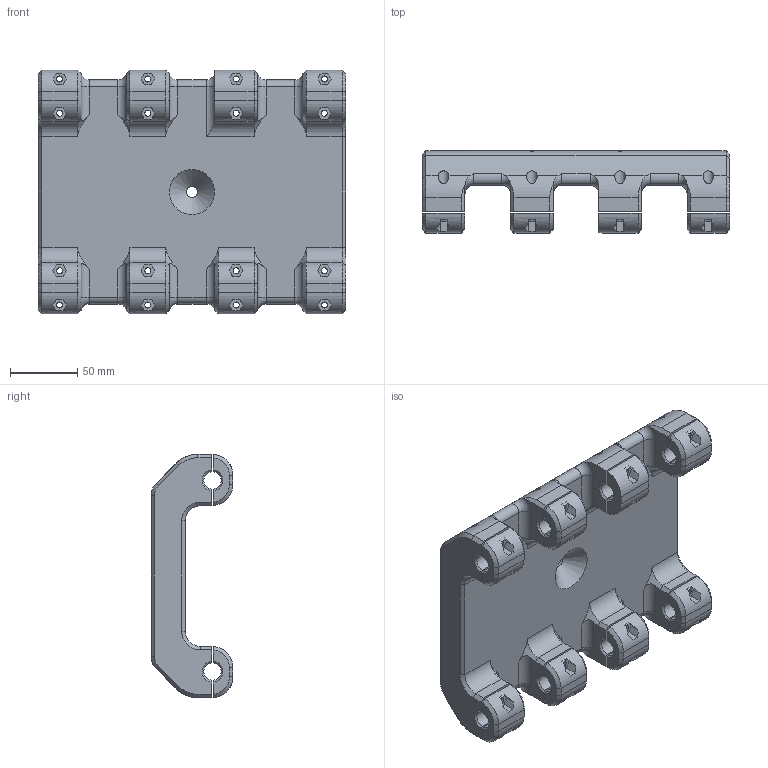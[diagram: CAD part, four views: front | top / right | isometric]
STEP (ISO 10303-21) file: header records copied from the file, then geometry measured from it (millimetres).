
FILE_DESCRIPTION(/* description */ ('','CAx-IF Rec.Pracs.---Representation and Presentation of Product Manufacturing Information (PMI)---4.0---2014-10-13'),/* implementation_level */ '2;1');
FILE_NAME(/* name */ 'Mount Adapter.step',/* time_stamp */ '2024-12-19T22:24:26-05:00',/* author */ (''),/* organization */ (''),/* preprocessor_version */ 'ST-DEVELOPER v20',/* originating_system */ 'Autodesk Translation Framework v13.20.0.188',/* authorisation */ '');
FILE_SCHEMA (('AP242_MANAGED_MODEL_BASED_3D_ENGINEERING_MIM_LF { 1 0 10303 442 1 1 4 }'));
Length unit declared in the file: inch
Products named in the file (1): Mount Adapter
Bounding box: 228.6 x 60.96 x 180.97 mm (x, y, z)
Volume: 1100304 mm3; surface area: 157959.5 mm2
Topology: 9 solids, 9 shells, 491 faces, 1303 edges, 846 vertices
Faces by surface type: plane 271, cylinder 117, cone 91, torus 12
Full cylindrical faces by diameter (mm): 4.496 x32, 7.95 x16, 8.128 x1
Entity records: 15792 total; most frequent: CARTESIAN_POINT 3570, ORIENTED_EDGE 2598, DIRECTION 2493, EDGE_CURVE 1299, AXIS2_PLACEMENT_3D 889, VERTEX_POINT 846, LINE 715, VECTOR 715
